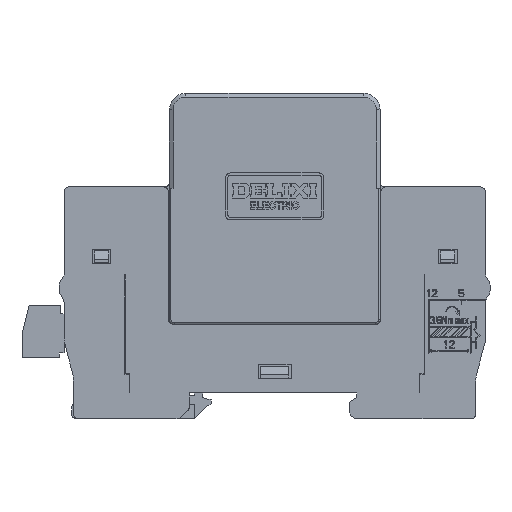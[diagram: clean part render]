
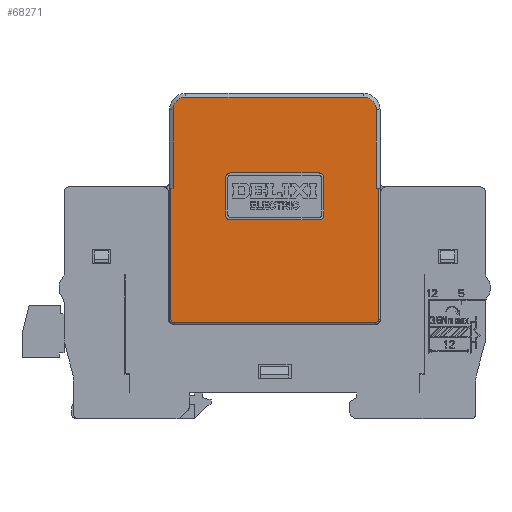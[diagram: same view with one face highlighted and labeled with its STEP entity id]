
A CAD part, front view. The second image highlights one B-rep face of the part: STEP entity #68271.
In plain terms, the highlighted planar face has unit normal (0, -1, 0).
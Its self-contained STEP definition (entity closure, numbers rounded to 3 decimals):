
#7139=DIRECTION('',(-1.,0.,0.));
#7140=VECTOR('',#7139,38.);
#7141=CARTESIAN_POINT('',(64.,0.,63.2));
#7142=LINE('',#7141,#7140);
#7160=DIRECTION('',(0.,0.,-1.));
#7161=VECTOR('',#7160,16.8);
#7162=CARTESIAN_POINT('',(23.3,0.,60.5));
#7163=LINE('',#7162,#7161);
#7661=DIRECTION('',(0.,0.,-1.));
#7662=VECTOR('',#7661,28.);
#7663=CARTESIAN_POINT('',(22.8,0.,43.7));
#7664=LINE('',#7663,#7662);
#7669=CARTESIAN_POINT('',(66.5,0.,15.7));
#7670=DIRECTION('',(0.,1.,0.));
#7671=DIRECTION('',(1.,0.,0.));
#7672=AXIS2_PLACEMENT_3D('',#7669,#7670,#7671);
#7674=CARTESIAN_POINT('',(23.5,0.,15.7));
#7675=DIRECTION('',(0.,1.,0.));
#7676=DIRECTION('',(0.,0.,-1.));
#7677=AXIS2_PLACEMENT_3D('',#7674,#7675,#7676);
#7679=DIRECTION('',(1.,0.,0.));
#7680=VECTOR('',#7679,0.5);
#7681=CARTESIAN_POINT('',(22.8,0.,43.7));
#7682=LINE('',#7681,#7680);
#7683=CARTESIAN_POINT('',(26.,0.,60.5));
#7684=DIRECTION('',(0.,1.,0.));
#7685=DIRECTION('',(-1.,0.,0.));
#7686=AXIS2_PLACEMENT_3D('',#7683,#7684,#7685);
#7688=CARTESIAN_POINT('',(64.,0.,60.5));
#7689=DIRECTION('',(0.,1.,0.));
#7690=DIRECTION('',(0.,0.,1.));
#7691=AXIS2_PLACEMENT_3D('',#7688,#7689,#7690);
#7693=DIRECTION('',(1.,0.,0.));
#7694=VECTOR('',#7693,0.5);
#7695=CARTESIAN_POINT('',(66.7,0.,43.7));
#7696=LINE('',#7695,#7694);
#7697=DIRECTION('',(0.,0.,1.));
#7698=VECTOR('',#7697,8.);
#7699=CARTESIAN_POINT('',(55.5,0.,38.));
#7700=LINE('',#7699,#7698);
#7701=CARTESIAN_POINT('',(54.5,0.,46.));
#7702=DIRECTION('',(0.,-1.,0.));
#7703=DIRECTION('',(1.,0.,0.));
#7704=AXIS2_PLACEMENT_3D('',#7701,#7702,#7703);
#7706=CARTESIAN_POINT('',(35.5,0.,46.));
#7707=DIRECTION('',(0.,-1.,0.));
#7708=DIRECTION('',(0.,0.,1.));
#7709=AXIS2_PLACEMENT_3D('',#7706,#7707,#7708);
#7711=DIRECTION('',(0.,0.,-1.));
#7712=VECTOR('',#7711,8.);
#7713=CARTESIAN_POINT('',(34.5,0.,46.));
#7714=LINE('',#7713,#7712);
#7715=CARTESIAN_POINT('',(35.5,0.,38.));
#7716=DIRECTION('',(0.,-1.,0.));
#7717=DIRECTION('',(-1.,0.,0.));
#7718=AXIS2_PLACEMENT_3D('',#7715,#7716,#7717);
#7720=DIRECTION('',(1.,0.,0.));
#7721=VECTOR('',#7720,19.);
#7722=CARTESIAN_POINT('',(35.5,0.,37.));
#7723=LINE('',#7722,#7721);
#7724=CARTESIAN_POINT('',(54.5,0.,38.));
#7725=DIRECTION('',(0.,-1.,0.));
#7726=DIRECTION('',(0.,0.,-1.));
#7727=AXIS2_PLACEMENT_3D('',#7724,#7725,#7726);
#8284=DIRECTION('',(1.,0.,0.));
#8285=VECTOR('',#8284,43.);
#8286=CARTESIAN_POINT('',(23.5,0.,15.));
#8287=LINE('',#8286,#8285);
#8666=DIRECTION('',(0.,0.,1.));
#8667=VECTOR('',#8666,28.);
#8668=CARTESIAN_POINT('',(67.2,0.,15.7));
#8669=LINE('',#8668,#8667);
#8683=DIRECTION('',(0.,0.,1.));
#8684=VECTOR('',#8683,16.8);
#8685=CARTESIAN_POINT('',(66.7,0.,43.7));
#8686=LINE('',#8685,#8684);
#8727=DIRECTION('',(1.,0.,0.));
#8728=VECTOR('',#8727,19.);
#8729=CARTESIAN_POINT('',(35.5,0.,47.));
#8730=LINE('',#8729,#8728);
#56615=CARTESIAN_POINT('',(67.2,0.,15.7));
#56616=CARTESIAN_POINT('',(66.5,0.,15.));
#56617=VERTEX_POINT('',#56615);
#56618=VERTEX_POINT('',#56616);
#56619=CARTESIAN_POINT('',(23.5,0.,15.));
#56620=VERTEX_POINT('',#56619);
#56621=CARTESIAN_POINT('',(22.8,0.,15.7));
#56622=VERTEX_POINT('',#56621);
#56623=CARTESIAN_POINT('',(22.8,0.,43.7));
#56624=VERTEX_POINT('',#56623);
#56625=CARTESIAN_POINT('',(23.3,0.,43.7));
#56626=VERTEX_POINT('',#56625);
#56627=CARTESIAN_POINT('',(23.3,0.,60.5));
#56628=VERTEX_POINT('',#56627);
#56631=CARTESIAN_POINT('',(26.,0.,63.2));
#56632=VERTEX_POINT('',#56631);
#56671=CARTESIAN_POINT('',(64.,0.,63.2));
#56672=VERTEX_POINT('',#56671);
#56673=CARTESIAN_POINT('',(66.7,0.,60.5));
#56674=VERTEX_POINT('',#56673);
#56675=CARTESIAN_POINT('',(66.7,0.,43.7));
#56676=VERTEX_POINT('',#56675);
#56677=CARTESIAN_POINT('',(67.2,0.,43.7));
#56678=VERTEX_POINT('',#56677);
#56679=CARTESIAN_POINT('',(55.5,0.,38.));
#56680=CARTESIAN_POINT('',(55.5,0.,46.));
#56681=VERTEX_POINT('',#56679);
#56682=VERTEX_POINT('',#56680);
#56683=CARTESIAN_POINT('',(54.5,0.,47.));
#56684=VERTEX_POINT('',#56683);
#56685=CARTESIAN_POINT('',(35.5,0.,47.));
#56686=VERTEX_POINT('',#56685);
#56687=CARTESIAN_POINT('',(34.5,0.,46.));
#56688=VERTEX_POINT('',#56687);
#56689=CARTESIAN_POINT('',(34.5,0.,38.));
#56690=VERTEX_POINT('',#56689);
#56691=CARTESIAN_POINT('',(35.5,0.,37.));
#56692=VERTEX_POINT('',#56691);
#56693=CARTESIAN_POINT('',(54.5,0.,37.));
#56694=VERTEX_POINT('',#56693);
#68228=CARTESIAN_POINT('',(45.,0.,14.7));
#68229=DIRECTION('',(0.,-1.,0.));
#68230=DIRECTION('',(0.,0.,1.));
#68231=AXIS2_PLACEMENT_3D('',#68228,#68229,#68230);
#68232=PLANE('',#68231);
#68234=ORIENTED_EDGE('',*,*,#68233,.T.);
#68236=ORIENTED_EDGE('',*,*,#68235,.F.);
#68238=ORIENTED_EDGE('',*,*,#68237,.T.);
#68239=ORIENTED_EDGE('',*,*,#68220,.F.);
#68240=ORIENTED_EDGE('',*,*,#67539,.T.);
#68241=ORIENTED_EDGE('',*,*,#67526,.F.);
#68242=ORIENTED_EDGE('',*,*,#67511,.T.);
#68243=ORIENTED_EDGE('',*,*,#67496,.F.);
#68244=ORIENTED_EDGE('',*,*,#67481,.T.);
#68246=ORIENTED_EDGE('',*,*,#68245,.F.);
#68248=ORIENTED_EDGE('',*,*,#68247,.T.);
#68250=ORIENTED_EDGE('',*,*,#68249,.F.);
#68251=EDGE_LOOP('',(#68234,#68236,#68238,#68239,#68240,#68241,#68242,#68243,
#68244,#68246,#68248,#68250));
#68252=FACE_OUTER_BOUND('',#68251,.F.);
#68254=ORIENTED_EDGE('',*,*,#68253,.T.);
#68256=ORIENTED_EDGE('',*,*,#68255,.T.);
#68258=ORIENTED_EDGE('',*,*,#68257,.F.);
#68260=ORIENTED_EDGE('',*,*,#68259,.T.);
#68262=ORIENTED_EDGE('',*,*,#68261,.T.);
#68264=ORIENTED_EDGE('',*,*,#68263,.T.);
#68266=ORIENTED_EDGE('',*,*,#68265,.T.);
#68268=ORIENTED_EDGE('',*,*,#68267,.T.);
#68269=EDGE_LOOP('',(#68254,#68256,#68258,#68260,#68262,#68264,#68266,#68268));
#68270=FACE_BOUND('',#68269,.F.);
#68271=ADVANCED_FACE('',(#68252,#68270),#68232,.T.);
#7673=CIRCLE('',#7672,0.7);
#7678=CIRCLE('',#7677,0.7);
#7687=CIRCLE('',#7686,2.7);
#7692=CIRCLE('',#7691,2.7);
#7705=CIRCLE('',#7704,1.);
#7710=CIRCLE('',#7709,1.);
#7719=CIRCLE('',#7718,1.);
#7728=CIRCLE('',#7727,1.);
#67481=EDGE_CURVE('',#56672,#56674,#7692,.T.);
#67496=EDGE_CURVE('',#56672,#56632,#7142,.T.);
#67511=EDGE_CURVE('',#56628,#56632,#7687,.T.);
#67526=EDGE_CURVE('',#56628,#56626,#7163,.T.);
#67539=EDGE_CURVE('',#56624,#56626,#7682,.T.);
#68220=EDGE_CURVE('',#56624,#56622,#7664,.T.);
#68233=EDGE_CURVE('',#56617,#56618,#7673,.T.);
#68235=EDGE_CURVE('',#56620,#56618,#8287,.T.);
#68237=EDGE_CURVE('',#56620,#56622,#7678,.T.);
#68245=EDGE_CURVE('',#56676,#56674,#8686,.T.);
#68247=EDGE_CURVE('',#56676,#56678,#7696,.T.);
#68249=EDGE_CURVE('',#56617,#56678,#8669,.T.);
#68253=EDGE_CURVE('',#56681,#56682,#7700,.T.);
#68255=EDGE_CURVE('',#56682,#56684,#7705,.T.);
#68257=EDGE_CURVE('',#56686,#56684,#8730,.T.);
#68259=EDGE_CURVE('',#56686,#56688,#7710,.T.);
#68261=EDGE_CURVE('',#56688,#56690,#7714,.T.);
#68263=EDGE_CURVE('',#56690,#56692,#7719,.T.);
#68265=EDGE_CURVE('',#56692,#56694,#7723,.T.);
#68267=EDGE_CURVE('',#56694,#56681,#7728,.T.);
